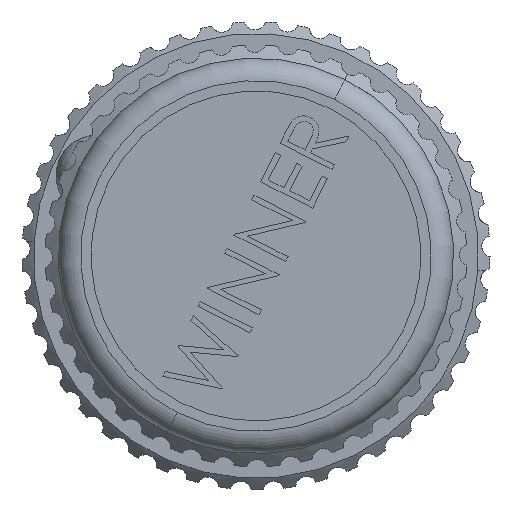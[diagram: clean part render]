
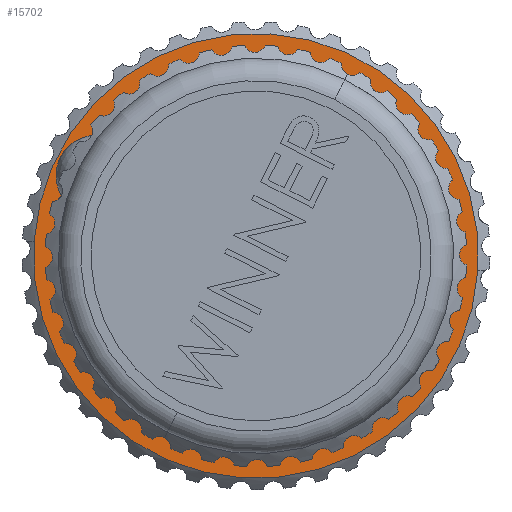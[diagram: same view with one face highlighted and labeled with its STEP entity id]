
A CAD part, left-side view. The second image highlights one B-rep face of the part: STEP entity #15702.
In plain terms, the highlighted planar face has unit normal (-1, 0, 0).
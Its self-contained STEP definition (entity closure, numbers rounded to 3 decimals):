
#522 = DIRECTION ( 'NONE',  ( -1., 0., 0. ) ) ;
#811 = CARTESIAN_POINT ( 'NONE',  ( -7.9, 0., 0. ) ) ;
#1034 = DIRECTION ( 'NONE',  ( 0., 0.998, 0.065 ) ) ;
#3250 = DIRECTION ( 'NONE',  ( 0., 0.998, 0.065 ) ) ;
#3681 = DIRECTION ( 'NONE',  ( -1., 0., 0. ) ) ;
#5696 = CIRCLE ( 'NONE', #45311, 15.3 ) ;
#7352 = CARTESIAN_POINT ( 'NONE',  ( -7.9, 0., 0. ) ) ;
#8189 = ORIENTED_EDGE ( 'NONE', *, *, #54341, .T. ) ;
#10900 = ORIENTED_EDGE ( 'NONE', *, *, #50761, .T. ) ;
#11054 = CARTESIAN_POINT ( 'NONE',  ( -7.9, 8.542, 0.553 ) ) ;
#12164 = CIRCLE ( 'NONE', #41115, 8.56 ) ;
#12586 = AXIS2_PLACEMENT_3D ( 'NONE', #7352, #61068, #56389 ) ;
#15702 = ADVANCED_FACE ( 'NONE', ( #32543, #29514 ), #21579, .T. ) ;
#16741 = EDGE_LOOP ( 'NONE', ( #10900, #8189 ) ) ;
#18314 = AXIS2_PLACEMENT_3D ( 'NONE', #32672, #32059, #3250 ) ;
#18715 = CIRCLE ( 'NONE', #18314, 8.56 ) ;
#18948 = EDGE_CURVE ( 'NONE', #27762, #52890, #18715, .T. ) ;
#21579 = PLANE ( 'NONE',  #12586 ) ;
#22887 = EDGE_LOOP ( 'NONE', ( #31125, #33512 ) ) ;
#23802 = DIRECTION ( 'NONE',  ( 0., 0.998, 0.065 ) ) ;
#24846 = CARTESIAN_POINT ( 'NONE',  ( -7.9, 0., 0. ) ) ;
#25770 = DIRECTION ( 'NONE',  ( -1., 0., 0. ) ) ;
#27118 = AXIS2_PLACEMENT_3D ( 'NONE', #811, #25770, #1034 ) ;
#27762 = VERTEX_POINT ( 'NONE', #55964 ) ;
#28451 = EDGE_CURVE ( 'NONE', #52890, #27762, #12164, .T. ) ;
#29484 = DIRECTION ( 'NONE',  ( 0., 0.998, 0.065 ) ) ;
#29514 = FACE_OUTER_BOUND ( 'NONE', #16741, .T. ) ;
#31125 = ORIENTED_EDGE ( 'NONE', *, *, #28451, .F. ) ;
#32059 = DIRECTION ( 'NONE',  ( -1., 0., 0. ) ) ;
#32543 = FACE_BOUND ( 'NONE', #22887, .T. ) ;
#32672 = CARTESIAN_POINT ( 'NONE',  ( -7.9, 0., 0. ) ) ;
#33512 = ORIENTED_EDGE ( 'NONE', *, *, #18948, .F. ) ;
#37993 = CARTESIAN_POINT ( 'NONE',  ( -7.9, 0., 0. ) ) ;
#41115 = AXIS2_PLACEMENT_3D ( 'NONE', #24846, #522, #29484 ) ;
#41338 = VERTEX_POINT ( 'NONE', #44319 ) ;
#44319 = CARTESIAN_POINT ( 'NONE',  ( -7.9, -15.268, -0.989 ) ) ;
#45311 = AXIS2_PLACEMENT_3D ( 'NONE', #37993, #3681, #23802 ) ;
#50733 = VERTEX_POINT ( 'NONE', #52567 ) ;
#50761 = EDGE_CURVE ( 'NONE', #41338, #50733, #5696, .T. ) ;
#52567 = CARTESIAN_POINT ( 'NONE',  ( -7.9, 15.268, 0.989 ) ) ;
#52890 = VERTEX_POINT ( 'NONE', #11054 ) ;
#54341 = EDGE_CURVE ( 'NONE', #50733, #41338, #54782, .T. ) ;
#54782 = CIRCLE ( 'NONE', #27118, 15.3 ) ;
#55964 = CARTESIAN_POINT ( 'NONE',  ( -7.9, -8.542, -0.553 ) ) ;
#56389 = DIRECTION ( 'NONE',  ( 0., 0.998, 0.065 ) ) ;
#61068 = DIRECTION ( 'NONE',  ( -1., 0., 0. ) ) ;
